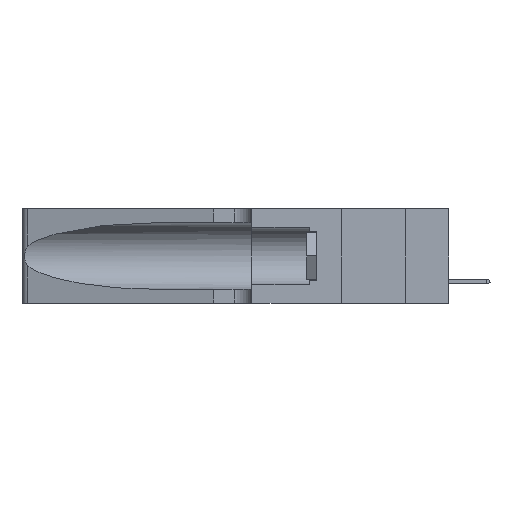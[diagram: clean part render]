
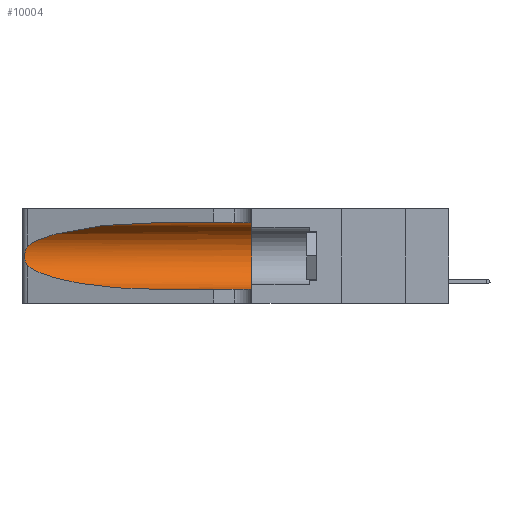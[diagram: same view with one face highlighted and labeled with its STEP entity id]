
A CAD part, left-side view. The second image highlights one B-rep face of the part: STEP entity #10004.
In plain terms, the highlighted cylindrical face has radius 3.308 mm (diameter 6.617 mm), a partial arc.
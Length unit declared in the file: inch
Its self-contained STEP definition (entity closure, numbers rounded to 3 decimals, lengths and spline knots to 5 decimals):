
#1326 = VECTOR ( 'NONE', #35344, 39.37008 ) ;
#1403 = EDGE_CURVE ( 'NONE', #38126, #42563, #5941, .T. ) ;
#2077 = ORIENTED_EDGE ( 'NONE', *, *, #5545, .T. ) ;
#2556 = CARTESIAN_POINT ( 'NONE',  ( 0.1305, 0.72297, 0.31525 ) ) ;
#2824 = DIRECTION ( 'NONE',  ( 0., 0., 1. ) ) ;
#3509 = ORIENTED_EDGE ( 'NONE', *, *, #14045, .T. ) ;
#4868 = CARTESIAN_POINT ( 'NONE',  ( 0.1305, 0.35, 0.31525 ) ) ;
#5080 = ORIENTED_EDGE ( 'NONE', *, *, #7874, .F. ) ;
#5545 = EDGE_CURVE ( 'NONE', #6943, #36725, #12631, .T. ) ;
#5629 = CARTESIAN_POINT ( 'NONE',  ( 0.25487, 1.22718, 0.14631 ) ) ;
#5941 = CIRCLE ( 'NONE', #23590, 0.13025 ) ;
#6055 = CARTESIAN_POINT ( 'NONE',  ( 0.1305, 0.72297, 0.05475 ) ) ;
#6061 = CARTESIAN_POINT ( 'NONE',  ( 0.25789, 1.23486, 0.15765 ) ) ;
#6943 = VERTEX_POINT ( 'NONE', #12012 ) ;
#7874 = EDGE_CURVE ( 'NONE', #15082, #38126, #31513, .T. ) ;
#9290 = CARTESIAN_POINT ( 'NONE',  ( 0.1305, 0.35, 0.185 ) ) ;
#10004 = ADVANCED_FACE ( 'NONE', ( #28228 ), #26163, .F. ) ;
#10323 = ORIENTED_EDGE ( 'NONE', *, *, #40525, .T. ) ;
#10973 = CARTESIAN_POINT ( 'NONE',  ( 0.2373, 1.15595, 0.08982 ) ) ;
#11280 = CARTESIAN_POINT ( 'NONE',  ( 0.1305, 1.61858, 0.185 ) ) ;
#12012 = CARTESIAN_POINT ( 'NONE',  ( 0.25487, 1.22718, 0.14631 ) ) ;
#12631 =( BOUNDED_CURVE ( )  B_SPLINE_CURVE ( 3, ( #28090, #10973, #34593, #37458 ),
 .UNSPECIFIED., .F., .F. ) 
 B_SPLINE_CURVE_WITH_KNOTS ( ( 4, 4 ),
 ( 3.44316, 4.71239 ),
 .UNSPECIFIED. ) 
 CURVE ( )  GEOMETRIC_REPRESENTATION_ITEM ( )  RATIONAL_B_SPLINE_CURVE ( ( 1., 0.87, 0.87, 1. ) ) 
 REPRESENTATION_ITEM ( '' )  );
#13717 =( BOUNDED_CURVE ( )  B_SPLINE_CURVE ( 3, ( #20029, #23717, #36846, #19885 ),
 .UNSPECIFIED., .F., .F. ) 
 B_SPLINE_CURVE_WITH_KNOTS ( ( 4, 4 ),
 ( 1.5708, 2.84003 ),
 .UNSPECIFIED. ) 
 CURVE ( )  GEOMETRIC_REPRESENTATION_ITEM ( )  RATIONAL_B_SPLINE_CURVE ( ( 1., 0.87, 0.87, 1. ) ) 
 REPRESENTATION_ITEM ( '' )  );
#14045 = EDGE_CURVE ( 'NONE', #15082, #39301, #13717, .T. ) ;
#15082 = VERTEX_POINT ( 'NONE', #2556 ) ;
#16676 = DIRECTION ( 'NONE',  ( 0., -1., 0. ) ) ;
#17935 = DIRECTION ( 'NONE',  ( 0., 0., -1. ) ) ;
#18878 = CARTESIAN_POINT ( 'NONE',  ( 0.25487, 1.22718, 0.22369 ) ) ;
#19008 = CARTESIAN_POINT ( 'NONE',  ( 0.26018, 1.23835, 0.19895 ) ) ;
#19146 = CARTESIAN_POINT ( 'NONE',  ( 0.25555, 1.22993, 0.14849 ) ) ;
#19635 = CARTESIAN_POINT ( 'NONE',  ( 0.1305, 0.35, 0.05475 ) ) ;
#19682 = CARTESIAN_POINT ( 'NONE',  ( 0.1305, 1.61858, 0.31525 ) ) ;
#19694 = ORIENTED_EDGE ( 'NONE', *, *, #32918, .T. ) ;
#19885 = CARTESIAN_POINT ( 'NONE',  ( 0.25487, 1.22718, 0.22369 ) ) ;
#20029 = CARTESIAN_POINT ( 'NONE',  ( 0.1305, 0.72297, 0.31525 ) ) ;
#20659 = VECTOR ( 'NONE', #16676, 39.37008 ) ;
#21175 = EDGE_LOOP ( 'NONE', ( #3509, #19694, #2077, #10323, #25167, #5080 ) ) ;
#22292 = CARTESIAN_POINT ( 'NONE',  ( 0.26017, 1.23833, 0.17102 ) ) ;
#22668 = B_SPLINE_CURVE_WITH_KNOTS ( 'NONE', 3,
 ( #18878, #41769, #35139, #28644, #25187, #19008, #38859, #41635, #22292, #25466, #6061, #32121, #19146, #5629 ),
 .UNSPECIFIED., .F., .F.,
 ( 4, 2, 2, 2, 2, 2, 4 ),
 ( 0., 0.00027, 0.00053, 0.00107, 0.0016, 0.00187, 0.00214 ),
 .UNSPECIFIED. ) ;
#23590 = AXIS2_PLACEMENT_3D ( 'NONE', #9290, #42267, #2824 ) ;
#23717 = CARTESIAN_POINT ( 'NONE',  ( 0.18966, 0.96281, 0.31525 ) ) ;
#24972 = LINE ( 'NONE', #29146, #1326 ) ;
#25167 = ORIENTED_EDGE ( 'NONE', *, *, #1403, .F. ) ;
#25187 = CARTESIAN_POINT ( 'NONE',  ( 0.25854, 1.2359, 0.20912 ) ) ;
#25466 = CARTESIAN_POINT ( 'NONE',  ( 0.25856, 1.23593, 0.16098 ) ) ;
#26163 = CYLINDRICAL_SURFACE ( 'NONE', #32412, 0.13025 ) ;
#28090 = CARTESIAN_POINT ( 'NONE',  ( 0.25487, 1.22718, 0.14631 ) ) ;
#28228 = FACE_OUTER_BOUND ( 'NONE', #21175, .T. ) ;
#28644 = CARTESIAN_POINT ( 'NONE',  ( 0.25787, 1.23484, 0.2124 ) ) ;
#29146 = CARTESIAN_POINT ( 'NONE',  ( 0.1305, 1.61858, 0.05475 ) ) ;
#31513 = LINE ( 'NONE', #19682, #20659 ) ;
#32121 = CARTESIAN_POINT ( 'NONE',  ( 0.25639, 1.23186, 0.15144 ) ) ;
#32412 = AXIS2_PLACEMENT_3D ( 'NONE', #11280, #34345, #17935 ) ;
#32918 = EDGE_CURVE ( 'NONE', #39301, #6943, #22668, .T. ) ;
#34345 = DIRECTION ( 'NONE',  ( 0., -1., 0. ) ) ;
#34593 = CARTESIAN_POINT ( 'NONE',  ( 0.18966, 0.96281, 0.05475 ) ) ;
#35139 = CARTESIAN_POINT ( 'NONE',  ( 0.25639, 1.23184, 0.21858 ) ) ;
#35344 = DIRECTION ( 'NONE',  ( 0., -1., 0. ) ) ;
#36725 = VERTEX_POINT ( 'NONE', #6055 ) ;
#36846 = CARTESIAN_POINT ( 'NONE',  ( 0.2373, 1.15595, 0.28018 ) ) ;
#37458 = CARTESIAN_POINT ( 'NONE',  ( 0.1305, 0.72297, 0.05475 ) ) ;
#37574 = CARTESIAN_POINT ( 'NONE',  ( 0.25487, 1.22718, 0.22369 ) ) ;
#38126 = VERTEX_POINT ( 'NONE', #4868 ) ;
#38859 = CARTESIAN_POINT ( 'NONE',  ( 0.26075, 1.23896, 0.19203 ) ) ;
#39301 = VERTEX_POINT ( 'NONE', #37574 ) ;
#40525 = EDGE_CURVE ( 'NONE', #36725, #42563, #24972, .T. ) ;
#41635 = CARTESIAN_POINT ( 'NONE',  ( 0.26075, 1.23896, 0.178 ) ) ;
#41769 = CARTESIAN_POINT ( 'NONE',  ( 0.25555, 1.22994, 0.2215 ) ) ;
#42267 = DIRECTION ( 'NONE',  ( 0., 1., 0. ) ) ;
#42563 = VERTEX_POINT ( 'NONE', #19635 ) ;
